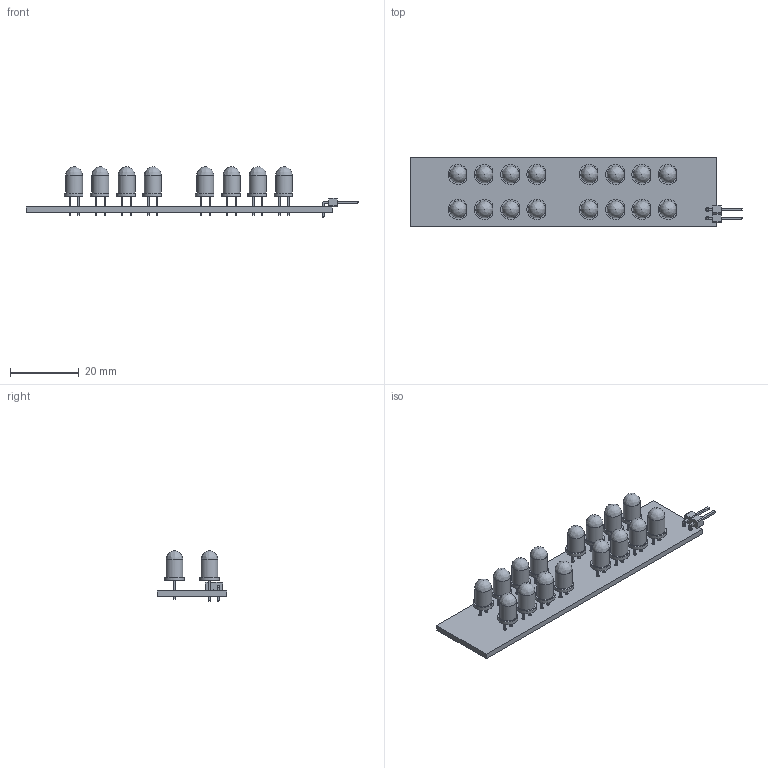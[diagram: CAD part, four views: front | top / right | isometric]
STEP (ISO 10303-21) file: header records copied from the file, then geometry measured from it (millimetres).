
FILE_DESCRIPTION(('KiCad electronic assembly'),'2;1');
FILE_NAME('ventilo.step','2022-06-13T13:42:10',('Pcbnew'),('Kicad'), 'Open CASCADE STEP processor 7.5','KiCad to STEP converter','Unknown' );
FILE_SCHEMA(('AUTOMOTIVE_DESIGN { 1 0 10303 214 1 1 1 1 }'));
Length unit declared in the file: millimetre
Products named in the file (6): ventilo 1; LED_D5.0mm; SOLID; PinHeader_1x02_P2.54mm_Horizontal; _autosave-ventilo PCB
Assembly tree (20 placements, depth 3):
  ventilo 1
    LED_D5.0mm  x16
      SOLID
    PinHeader_1x02_P2.54mm_Horizontal
      SOLID
    _autosave-ventilo PCB
Bounding box: 96.4 x 20.32 x 14.6 mm (x, y, z)
Volume: 5408.6 mm3; surface area: 7161 mm2
Topology: 18 solids, 18 shells, 354 faces, 814 edges, 532 vertices
Faces by surface type: bspline 314, cylinder 34, plane 6
Full cylindrical faces by diameter (mm): 0.9 x32, 1 x2
Entity records: 7604 total; most frequent: CARTESIAN_POINT 2038, ORIENTED_EDGE 576, PCURVE 576, DEFINITIONAL_REPRESENTATION 576, DIRECTION 532, B_SPLINE_CURVE_WITH_KNOTS 506, EDGE_CURVE 288, SURFACE_CURVE 252
